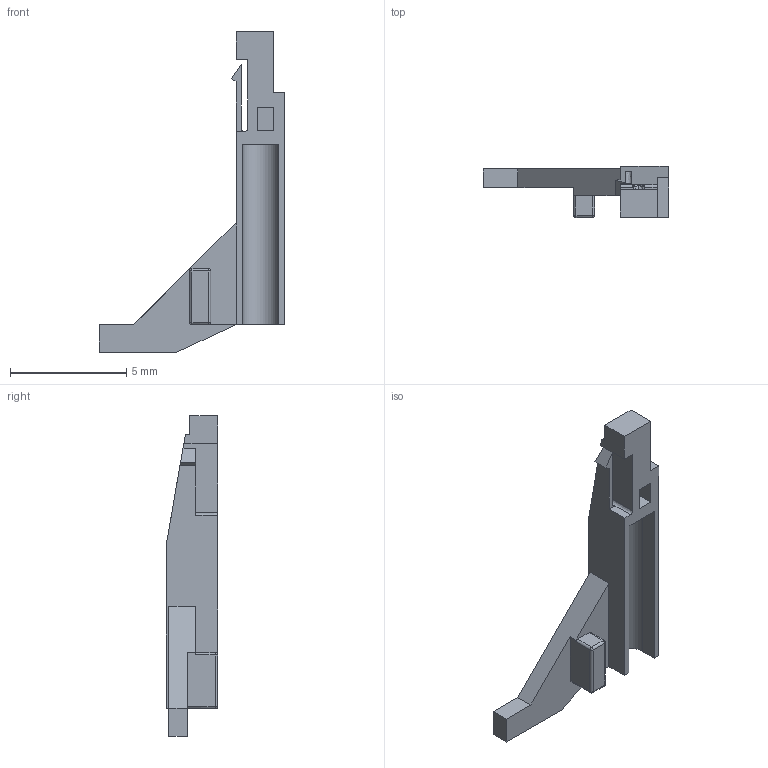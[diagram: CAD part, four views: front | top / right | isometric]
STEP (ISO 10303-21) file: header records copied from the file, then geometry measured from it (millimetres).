
FILE_DESCRIPTION(('FreeCAD Model'),'2;1');
FILE_NAME('693061010911_COULISSEAU 01.stp','2016-01-27T22:40:48',('FreeCAD'),('FreeCAD'), 'Open CASCADE STEP processor 6.8','FreeCAD','Unknown');
FILE_SCHEMA(('AUTOMOTIVE_DESIGN_CC2 { 1 2 10303 214 -1 1 5 4 }'));
Length unit declared in the file: millimetre
Products named in the file (1): Open CASCADE STEP translator 6.8 69
Bounding box: 8 x 2.2 x 13.8 mm (x, y, z)
Volume: 47 mm3; surface area: 184.3 mm2
Topology: 1 solids, 1 shells, 77 faces, 206 edges, 126 vertices
Faces by surface type: plane 54, bspline 23
Entity records: 6994 total; most frequent: CARTESIAN_POINT 4258, B_SPLINE_CURVE_WITH_KNOTS 544, ORIENTED_EDGE 400, PCURVE 400, DEFINITIONAL_REPRESENTATION 400, EDGE_CURVE 200, SURFACE_CURVE 200, VERTEX_POINT 126
